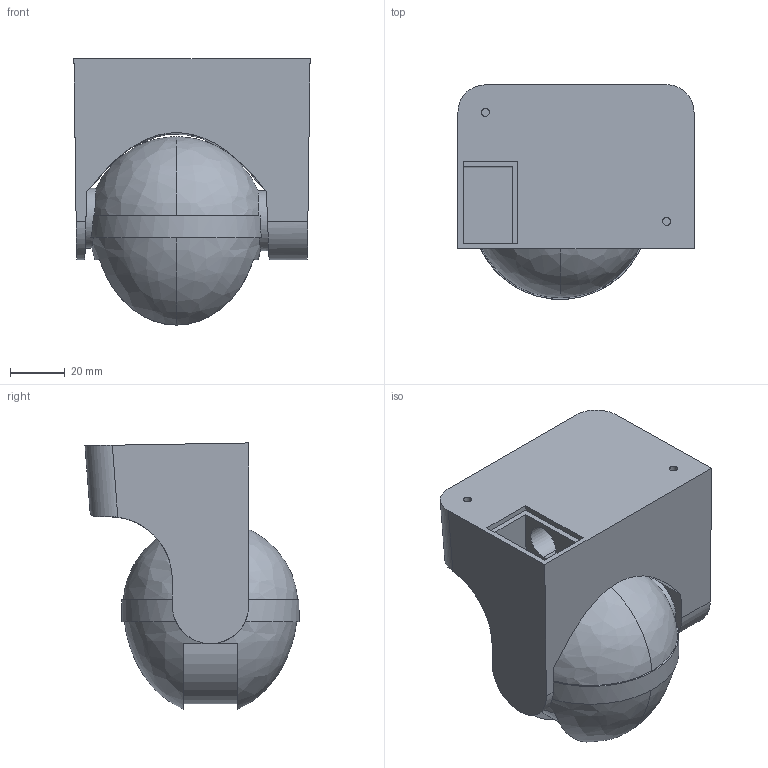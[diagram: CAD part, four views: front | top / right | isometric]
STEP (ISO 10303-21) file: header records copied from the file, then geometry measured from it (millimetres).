
FILE_DESCRIPTION (( 'STEP AP214' ), '1' );
FILE_NAME ('LDD10-009-1100-001 Äàò÷èê äâèæåíèÿ ÄÄ 009 áåëûé, ìàêñ. íàãðóçêà 1100Âò, óãîë îáçîðà 180ãðàä., äàëüíîñòü 12ì, IP44, IEK.STEP', '2017-08-29T12:10:59', ( '' ), ( '' ), 'SwSTEP 2.0', 'SolidWorks 2014', '' );
FILE_SCHEMA (( 'AUTOMOTIVE_DESIGN' ));
Length unit declared in the file: millimetre
Products named in the file (1): LDD10-009-1100-001 Äàò÷èê äâèæåíèÿ ÄÄ 009 áåëûé, ìàêñ.  íàãðóçêà 1100Âò, óãîë îáçîðà 180ãðàä., äàëüíîñòü 12ì, IP44, IEK
Bounding box: 86.5 x 78.41 x 97.49 mm (x, y, z)
Volume: 310162.1 mm3; surface area: 40618.7 mm2
Topology: 1 solids, 1 shells, 67 faces, 184 edges, 121 vertices
Faces by surface type: plane 33, cylinder 29, bspline 5
Entity records: 2735 total; most frequent: CARTESIAN_POINT 1152, ORIENTED_EDGE 364, DIRECTION 276, EDGE_CURVE 182, VERTEX_POINT 121, AXIS2_PLACEMENT_3D 99, VECTOR 78, LINE 78
